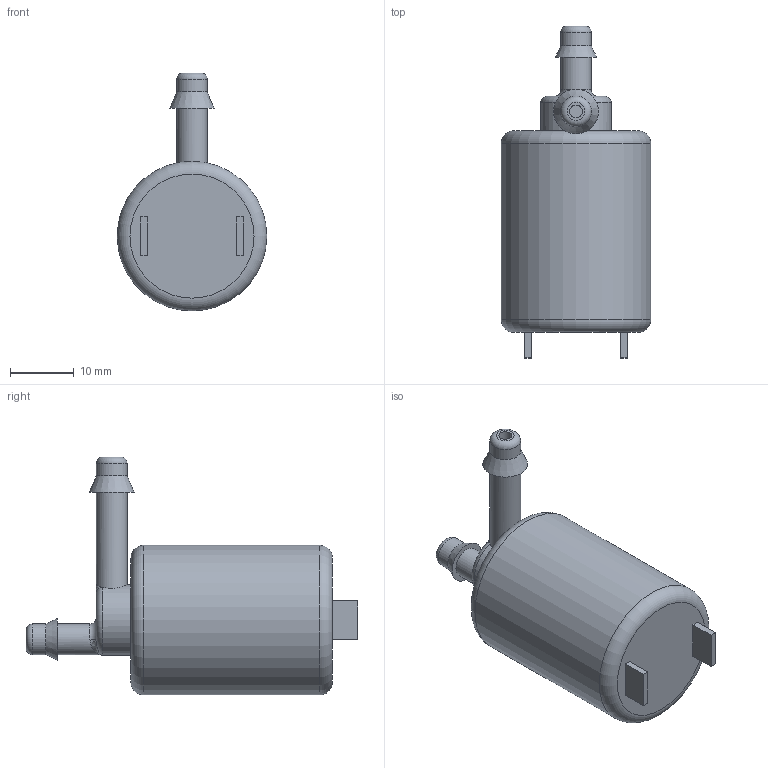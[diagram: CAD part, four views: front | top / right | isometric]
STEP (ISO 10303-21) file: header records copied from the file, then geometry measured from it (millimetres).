
FILE_DESCRIPTION(/* description */ (''),/* implementation_level */ '2;1');
FILE_NAME(/* name */ 'CJV23 valve.step',/* time_stamp */ '2018-12-03T23:07:31-05:00',/* author */ ('amitabhMPCMP'),/* organization */ (''),/* preprocessor_version */ 'ST-DEVELOPER v17.2',/* originating_system */ 'Autodesk Translation Framework v7.6.0.251',/* authorisation */ '');
FILE_SCHEMA (('AUTOMOTIVE_DESIGN { 1 0 10303 214 3 1 1 }'));
Length unit declared in the file: millimetre
Products named in the file (1): CJV23
Bounding box: 23.4 x 51.9 x 37.2 mm (x, y, z)
Volume: 14459.7 mm3; surface area: 4077.6 mm2
Topology: 1 solids, 1 shells, 38 faces, 88 edges, 57 vertices
Faces by surface type: plane 19, cylinder 8, torus 6, bspline 3, cone 2
Full cylindrical faces by diameter (mm): 2 x2, 4.8 x4, 11 x1, 23.4 x1
Entity records: 1346 total; most frequent: CARTESIAN_POINT 410, DIRECTION 192, ORIENTED_EDGE 172, EDGE_CURVE 86, AXIS2_PLACEMENT_3D 79, VERTEX_POINT 57, EDGE_LOOP 45, CIRCLE 43
